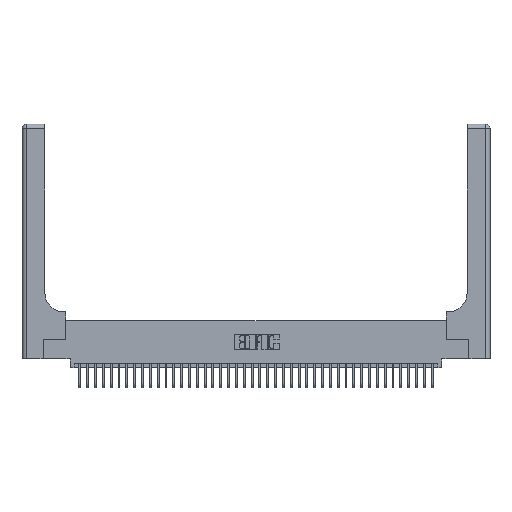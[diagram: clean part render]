
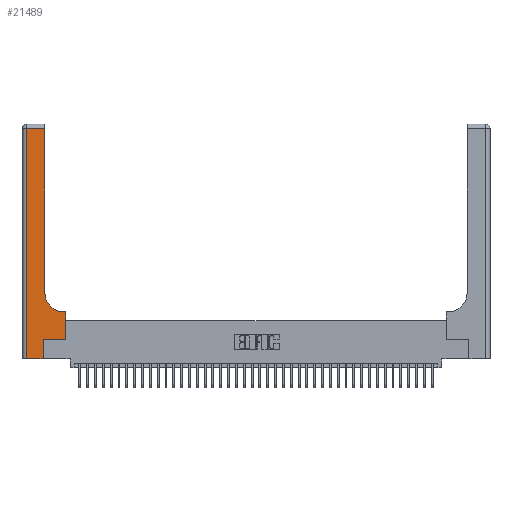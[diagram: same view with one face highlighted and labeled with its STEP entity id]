
A CAD part, top view. The second image highlights one B-rep face of the part: STEP entity #21489.
In plain terms, the highlighted planar face has unit normal (0, 0, 1).
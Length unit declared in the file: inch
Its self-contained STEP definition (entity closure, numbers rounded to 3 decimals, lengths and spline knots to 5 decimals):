
#282 = CARTESIAN_POINT ( 'NONE',  ( 0.2915, 2.94, 0.37 ) ) ;
#1194 = CARTESIAN_POINT ( 'NONE',  ( 0.2915, 3., 0.37 ) ) ;
#1832 = DIRECTION ( 'NONE',  ( 0., 0., -1. ) ) ;
#2542 = VECTOR ( 'NONE', #15625, 39.37008 ) ;
#2820 = CARTESIAN_POINT ( 'NONE',  ( 0.5585, 0.6, 0.37 ) ) ;
#3525 = CARTESIAN_POINT ( 'NONE',  ( 0.269, 0., 0.37 ) ) ;
#4637 = EDGE_CURVE ( 'NONE', #24948, #27511, #5814, .T. ) ;
#4671 = EDGE_LOOP ( 'NONE', ( #30305, #9850, #26013, #36021, #7463, #19374, #16061, #17952, #35112 ) ) ;
#5255 = EDGE_CURVE ( 'NONE', #29385, #21877, #27851, .T. ) ;
#5814 = LINE ( 'NONE', #3525, #29174 ) ;
#6456 = CARTESIAN_POINT ( 'NONE',  ( 0.2915, 0.6, 0.37 ) ) ;
#6599 = VECTOR ( 'NONE', #21639, 39.37008 ) ;
#6835 = CARTESIAN_POINT ( 'NONE',  ( 0.269, 0.25, 0.37 ) ) ;
#6943 = VERTEX_POINT ( 'NONE', #282 ) ;
#7129 = EDGE_CURVE ( 'NONE', #14521, #6943, #38148, .T. ) ;
#7463 = ORIENTED_EDGE ( 'NONE', *, *, #4637, .T. ) ;
#9546 = EDGE_CURVE ( 'NONE', #21877, #23594, #38011, .T. ) ;
#9850 = ORIENTED_EDGE ( 'NONE', *, *, #16620, .T. ) ;
#9968 = CARTESIAN_POINT ( 'NONE',  ( 0.06, 2.94, 0.37 ) ) ;
#10168 = DIRECTION ( 'NONE',  ( 1., 0., 0. ) ) ;
#10477 = AXIS2_PLACEMENT_3D ( 'NONE', #20139, #1832, #23702 ) ;
#10728 = CARTESIAN_POINT ( 'NONE',  ( 0.5585, 0.25, 0.37 ) ) ;
#11665 = CARTESIAN_POINT ( 'NONE',  ( 0.2915, 0.85, 0.37 ) ) ;
#11894 = VECTOR ( 'NONE', #33469, 39.37008 ) ;
#14521 = VERTEX_POINT ( 'NONE', #11665 ) ;
#14581 = LINE ( 'NONE', #28391, #31729 ) ;
#14768 = CARTESIAN_POINT ( 'NONE',  ( 0., 0., 0.37 ) ) ;
#14928 = DIRECTION ( 'NONE',  ( 0., -1., 0. ) ) ;
#15625 = DIRECTION ( 'NONE',  ( 0., 1., 0. ) ) ;
#15679 = DIRECTION ( 'NONE',  ( 0., 1., 0. ) ) ;
#16061 = ORIENTED_EDGE ( 'NONE', *, *, #5255, .T. ) ;
#16361 = DIRECTION ( 'NONE',  ( -1., 0., 0. ) ) ;
#16620 = EDGE_CURVE ( 'NONE', #6943, #26963, #19991, .T. ) ;
#17752 = VECTOR ( 'NONE', #17832, 39.37008 ) ;
#17832 = DIRECTION ( 'NONE',  ( 1., 0., 0. ) ) ;
#17952 = ORIENTED_EDGE ( 'NONE', *, *, #9546, .T. ) ;
#19374 = ORIENTED_EDGE ( 'NONE', *, *, #20806, .T. ) ;
#19555 = LINE ( 'NONE', #23955, #26691 ) ;
#19991 = LINE ( 'NONE', #39443, #11894 ) ;
#20139 = CARTESIAN_POINT ( 'NONE',  ( 0.5415, 0.85, 0.37 ) ) ;
#20806 = EDGE_CURVE ( 'NONE', #27511, #29385, #14581, .T. ) ;
#21489 = ADVANCED_FACE ( 'NONE', ( #30245 ), #28479, .F. ) ;
#21639 = DIRECTION ( 'NONE',  ( -1., 0., 0. ) ) ;
#21877 = VERTEX_POINT ( 'NONE', #2820 ) ;
#22526 = DIRECTION ( 'NONE',  ( 0., 1., 0. ) ) ;
#23594 = VERTEX_POINT ( 'NONE', #34257 ) ;
#23702 = DIRECTION ( 'NONE',  ( 1., 0., 0. ) ) ;
#23955 = CARTESIAN_POINT ( 'NONE',  ( 0.06, 3., 0.37 ) ) ;
#24948 = VERTEX_POINT ( 'NONE', #28842 ) ;
#25398 = CARTESIAN_POINT ( 'NONE',  ( 0., 3., 0.37 ) ) ;
#26013 = ORIENTED_EDGE ( 'NONE', *, *, #37754, .T. ) ;
#26691 = VECTOR ( 'NONE', #14928, 39.37008 ) ;
#26963 = VERTEX_POINT ( 'NONE', #9968 ) ;
#27511 = VERTEX_POINT ( 'NONE', #6835 ) ;
#27767 = LINE ( 'NONE', #14768, #17752 ) ;
#27851 = LINE ( 'NONE', #33846, #2542 ) ;
#28391 = CARTESIAN_POINT ( 'NONE',  ( 0.269, 0.25, 0.37 ) ) ;
#28479 = PLANE ( 'NONE',  #33970 ) ;
#28842 = CARTESIAN_POINT ( 'NONE',  ( 0.269, 0., 0.37 ) ) ;
#28967 = CARTESIAN_POINT ( 'NONE',  ( 0.06, 0., 0.37 ) ) ;
#29174 = VECTOR ( 'NONE', #15679, 39.37008 ) ;
#29385 = VERTEX_POINT ( 'NONE', #10728 ) ;
#30245 = FACE_OUTER_BOUND ( 'NONE', #4671, .T. ) ;
#30305 = ORIENTED_EDGE ( 'NONE', *, *, #7129, .T. ) ;
#31729 = VECTOR ( 'NONE', #10168, 39.37008 ) ;
#32788 = EDGE_CURVE ( 'NONE', #33746, #24948, #27767, .T. ) ;
#33469 = DIRECTION ( 'NONE',  ( -1., 0., 0. ) ) ;
#33746 = VERTEX_POINT ( 'NONE', #28967 ) ;
#33846 = CARTESIAN_POINT ( 'NONE',  ( 0.5585, 0.25, 0.37 ) ) ;
#33970 = AXIS2_PLACEMENT_3D ( 'NONE', #25398, #34588, #16361 ) ;
#34257 = CARTESIAN_POINT ( 'NONE',  ( 0.5415, 0.6, 0.37 ) ) ;
#34588 = DIRECTION ( 'NONE',  ( 0., 0., -1. ) ) ;
#35112 = ORIENTED_EDGE ( 'NONE', *, *, #39493, .T. ) ;
#36021 = ORIENTED_EDGE ( 'NONE', *, *, #32788, .T. ) ;
#36543 = CIRCLE ( 'NONE', #10477, 0.25 ) ;
#37754 = EDGE_CURVE ( 'NONE', #26963, #33746, #19555, .T. ) ;
#38011 = LINE ( 'NONE', #6456, #6599 ) ;
#38148 = LINE ( 'NONE', #1194, #39083 ) ;
#39083 = VECTOR ( 'NONE', #22526, 39.37008 ) ;
#39443 = CARTESIAN_POINT ( 'NONE',  ( 0., 2.94, 0.37 ) ) ;
#39493 = EDGE_CURVE ( 'NONE', #23594, #14521, #36543, .T. ) ;
